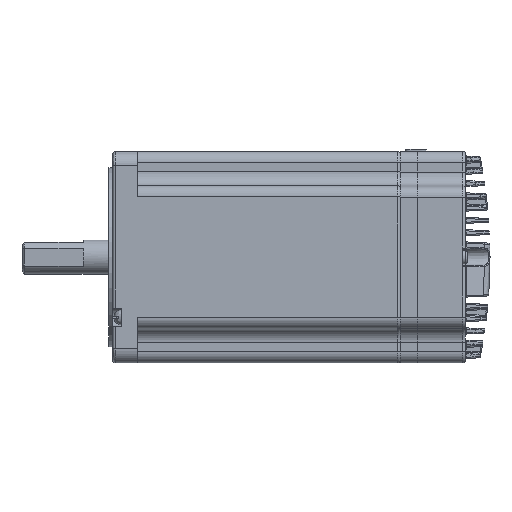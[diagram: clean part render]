
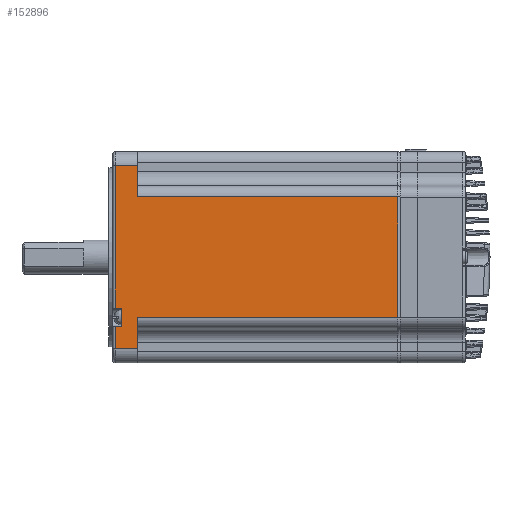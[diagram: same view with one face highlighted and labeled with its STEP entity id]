
A CAD part, front view. The second image highlights one B-rep face of the part: STEP entity #152896.
In plain terms, the highlighted face is planar.
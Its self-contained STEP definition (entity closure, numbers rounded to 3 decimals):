
#2956 = CARTESIAN_POINT ( 'NONE',  ( -119.958, 86.46, -116. ) ) ;
#6817 = CARTESIAN_POINT ( 'NONE',  ( -39.658, 86.46, 0. ) ) ;
#7597 = VECTOR ( 'NONE', #138354, 1000. ) ;
#8621 = VERTEX_POINT ( 'NONE', #107051 ) ;
#9743 = VECTOR ( 'NONE', #28631, 1000. ) ;
#9839 = VECTOR ( 'NONE', #15808, 1000. ) ;
#14264 = CARTESIAN_POINT ( 'NONE',  ( -39.658, 86.46, -10. ) ) ;
#14890 = CARTESIAN_POINT ( 'NONE',  ( -101.558, 86.46, 0. ) ) ;
#15382 = CARTESIAN_POINT ( 'NONE',  ( -101.558, 86.46, -116. ) ) ;
#15394 = EDGE_CURVE ( 'NONE', #31326, #115053, #105477, .T. ) ;
#15808 = DIRECTION ( 'NONE',  ( -1., 0., 0. ) ) ;
#18441 = CARTESIAN_POINT ( 'NONE',  ( -119.958, 86.46, -10. ) ) ;
#19515 = ORIENTED_EDGE ( 'NONE', *, *, #102480, .T. ) ;
#20191 = ORIENTED_EDGE ( 'NONE', *, *, #68028, .T. ) ;
#21600 = ORIENTED_EDGE ( 'NONE', *, *, #15394, .T. ) ;
#21867 = EDGE_LOOP ( 'NONE', ( #75243, #144515, #83665, #19515, #146705, #152330, #104190, #103919, #20191, #26897, #66758, #21600 ) ) ;
#26279 = DIRECTION ( 'NONE',  ( 0., 0., 1. ) ) ;
#26897 = ORIENTED_EDGE ( 'NONE', *, *, #149044, .T. ) ;
#28631 = DIRECTION ( 'NONE',  ( -1., 0., 0. ) ) ;
#29160 = CARTESIAN_POINT ( 'NONE',  ( -56.258, 86.46, 0. ) ) ;
#31326 = VERTEX_POINT ( 'NONE', #14264 ) ;
#32024 = CARTESIAN_POINT ( 'NONE',  ( -56.258, 86.46, -1. ) ) ;
#32289 = DIRECTION ( 'NONE',  ( 0., 0., -1. ) ) ;
#32671 = VECTOR ( 'NONE', #41877, 1000. ) ;
#34532 = LINE ( 'NONE', #6817, #106993 ) ;
#35500 = LINE ( 'NONE', #101110, #128779 ) ;
#36772 = LINE ( 'NONE', #29160, #93981 ) ;
#36967 = CARTESIAN_POINT ( 'NONE',  ( -119.958, 86.46, 0. ) ) ;
#41381 = CARTESIAN_POINT ( 'NONE',  ( -119.958, 86.46, -1. ) ) ;
#41877 = DIRECTION ( 'NONE',  ( 1., 0., 0. ) ) ;
#41895 = LINE ( 'NONE', #14890, #7597 ) ;
#44729 = EDGE_CURVE ( 'NONE', #115053, #141769, #72764, .T. ) ;
#46202 = VERTEX_POINT ( 'NONE', #79797 ) ;
#49201 = DIRECTION ( 'NONE',  ( 0., 0., 1. ) ) ;
#51216 = CARTESIAN_POINT ( 'NONE',  ( -56.258, 86.46, -3.5 ) ) ;
#51912 = DIRECTION ( 'NONE',  ( 1., 0., 0. ) ) ;
#56074 = FACE_OUTER_BOUND ( 'NONE', #21867, .T. ) ;
#56682 = EDGE_CURVE ( 'NONE', #67674, #110339, #36772, .T. ) ;
#58181 = EDGE_CURVE ( 'NONE', #110717, #72214, #41895, .T. ) ;
#63037 = LINE ( 'NONE', #109966, #131502 ) ;
#64946 = EDGE_CURVE ( 'NONE', #147406, #120353, #63037, .T. ) ;
#66368 = DIRECTION ( 'NONE',  ( 1., 0., 0. ) ) ;
#66758 = ORIENTED_EDGE ( 'NONE', *, *, #97129, .T. ) ;
#67392 = CARTESIAN_POINT ( 'NONE',  ( -119.958, 86.46, -3.5 ) ) ;
#67536 = CARTESIAN_POINT ( 'NONE',  ( -119.958, 86.46, -10. ) ) ;
#67674 = VERTEX_POINT ( 'NONE', #32024 ) ;
#68028 = EDGE_CURVE ( 'NONE', #46202, #8621, #35500, .T. ) ;
#72214 = VERTEX_POINT ( 'NONE', #150497 ) ;
#72764 = LINE ( 'NONE', #105790, #101233 ) ;
#75243 = ORIENTED_EDGE ( 'NONE', *, *, #44729, .T. ) ;
#76507 = CARTESIAN_POINT ( 'NONE',  ( -52.358, 86.46, -116. ) ) ;
#79797 = CARTESIAN_POINT ( 'NONE',  ( -48.658, 86.46, -3.5 ) ) ;
#82487 = LINE ( 'NONE', #2956, #9839 ) ;
#83665 = ORIENTED_EDGE ( 'NONE', *, *, #58181, .T. ) ;
#86218 = LINE ( 'NONE', #67536, #9743 ) ;
#93981 = VECTOR ( 'NONE', #126038, 1000. ) ;
#97129 = EDGE_CURVE ( 'NONE', #97979, #31326, #34532, .T. ) ;
#97674 = DIRECTION ( 'NONE',  ( 0., 1., 0. ) ) ;
#97979 = VERTEX_POINT ( 'NONE', #104096 ) ;
#101110 = CARTESIAN_POINT ( 'NONE',  ( -48.658, 86.46, 0. ) ) ;
#101233 = VECTOR ( 'NONE', #32289, 1000. ) ;
#101272 = LINE ( 'NONE', #41381, #32671 ) ;
#102480 = EDGE_CURVE ( 'NONE', #72214, #147406, #86218, .T. ) ;
#102656 = LINE ( 'NONE', #67392, #146471 ) ;
#103267 = CARTESIAN_POINT ( 'NONE',  ( -114.258, 86.46, -10. ) ) ;
#103919 = ORIENTED_EDGE ( 'NONE', *, *, #155395, .T. ) ;
#104096 = CARTESIAN_POINT ( 'NONE',  ( -39.658, 86.46, -1. ) ) ;
#104190 = ORIENTED_EDGE ( 'NONE', *, *, #56682, .T. ) ;
#105477 = LINE ( 'NONE', #18441, #153077 ) ;
#105790 = CARTESIAN_POINT ( 'NONE',  ( -52.358, 86.46, 0. ) ) ;
#106993 = VECTOR ( 'NONE', #140488, 1000. ) ;
#107051 = CARTESIAN_POINT ( 'NONE',  ( -48.658, 86.46, -1. ) ) ;
#109966 = CARTESIAN_POINT ( 'NONE',  ( -114.258, 86.46, 0. ) ) ;
#110339 = VERTEX_POINT ( 'NONE', #51216 ) ;
#110717 = VERTEX_POINT ( 'NONE', #15382 ) ;
#112600 = CARTESIAN_POINT ( 'NONE',  ( -119.958, 86.46, -1. ) ) ;
#115053 = VERTEX_POINT ( 'NONE', #147501 ) ;
#115410 = AXIS2_PLACEMENT_3D ( 'NONE', #36967, #97674, #26279 ) ;
#120353 = VERTEX_POINT ( 'NONE', #150829 ) ;
#126038 = DIRECTION ( 'NONE',  ( 0., 0., -1. ) ) ;
#128779 = VECTOR ( 'NONE', #137287, 1000. ) ;
#131502 = VECTOR ( 'NONE', #49201, 1000. ) ;
#133829 = PLANE ( 'NONE',  #115410 ) ;
#137287 = DIRECTION ( 'NONE',  ( 0., 0., 1. ) ) ;
#138354 = DIRECTION ( 'NONE',  ( 0., 0., 1. ) ) ;
#140488 = DIRECTION ( 'NONE',  ( 0., 0., -1. ) ) ;
#141769 = VERTEX_POINT ( 'NONE', #76507 ) ;
#144515 = ORIENTED_EDGE ( 'NONE', *, *, #148853, .T. ) ;
#146471 = VECTOR ( 'NONE', #66368, 1000. ) ;
#146705 = ORIENTED_EDGE ( 'NONE', *, *, #64946, .T. ) ;
#147406 = VERTEX_POINT ( 'NONE', #103267 ) ;
#147501 = CARTESIAN_POINT ( 'NONE',  ( -52.358, 86.46, -10. ) ) ;
#148358 = EDGE_CURVE ( 'NONE', #120353, #67674, #150986, .T. ) ;
#148853 = EDGE_CURVE ( 'NONE', #141769, #110717, #82487, .T. ) ;
#149044 = EDGE_CURVE ( 'NONE', #8621, #97979, #101272, .T. ) ;
#150497 = CARTESIAN_POINT ( 'NONE',  ( -101.558, 86.46, -10. ) ) ;
#150829 = CARTESIAN_POINT ( 'NONE',  ( -114.258, 86.46, -1. ) ) ;
#150986 = LINE ( 'NONE', #112600, #154833 ) ;
#152330 = ORIENTED_EDGE ( 'NONE', *, *, #148358, .T. ) ;
#152896 = ADVANCED_FACE ( 'NONE', ( #56074 ), #133829, .T. ) ;
#153077 = VECTOR ( 'NONE', #153120, 1000. ) ;
#153120 = DIRECTION ( 'NONE',  ( -1., 0., 0. ) ) ;
#154833 = VECTOR ( 'NONE', #51912, 1000. ) ;
#155395 = EDGE_CURVE ( 'NONE', #110339, #46202, #102656, .T. ) ;
